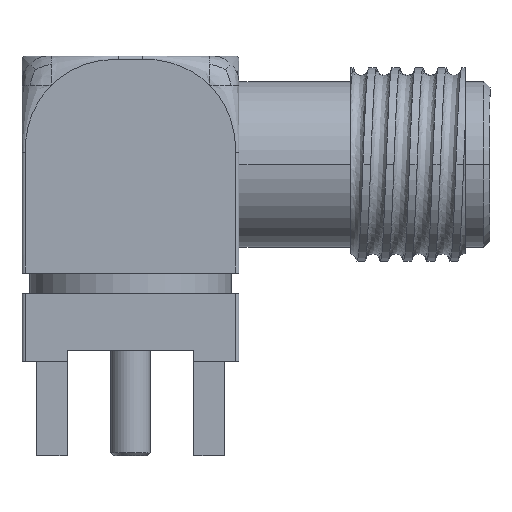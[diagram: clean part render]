
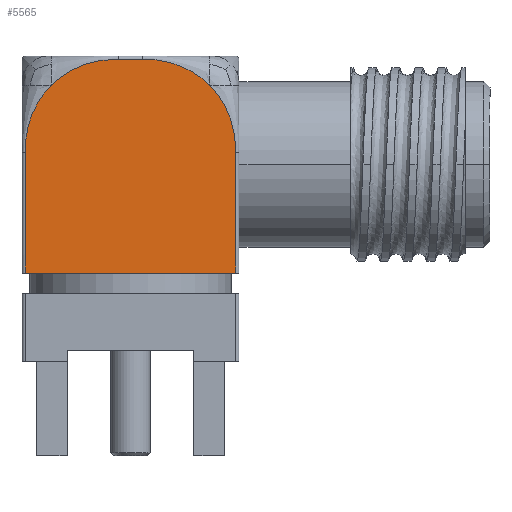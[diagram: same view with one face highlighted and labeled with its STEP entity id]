
A CAD part, left-side view. The second image highlights one B-rep face of the part: STEP entity #5565.
In plain terms, the highlighted planar face has unit normal (-1, 0, 0).
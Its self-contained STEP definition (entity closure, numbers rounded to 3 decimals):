
#149 = ORIENTED_EDGE ( 'NONE', *, *, #9221, .T. ) ;
#583 = EDGE_CURVE ( 'NONE', #11900, #21407, #16129, .T. ) ;
#938 = LINE ( 'NONE', #7901, #9093 ) ;
#1038 = ORIENTED_EDGE ( 'NONE', *, *, #2271, .T. ) ;
#1373 = CARTESIAN_POINT ( 'NONE',  ( -3.5, 7.45, 7.95 ) ) ;
#2271 = EDGE_CURVE ( 'NONE', #20780, #10436, #14154, .T. ) ;
#2701 = CARTESIAN_POINT ( 'NONE',  ( -3.5, 7.151, 9.338 ) ) ;
#2798 = CARTESIAN_POINT ( 'NONE',  ( -3.5, 7.45, 7.95 ) ) ;
#3169 = CARTESIAN_POINT ( 'NONE',  ( -3.5, 0.759, 8.827 ) ) ;
#3540 = CARTESIAN_POINT ( 'NONE',  ( -3.5, 2.262, 10.651 ) ) ;
#3764 = VERTEX_POINT ( 'NONE', #1373 ) ;
#4322 = CARTESIAN_POINT ( 'NONE',  ( -3.5, 6.609, 10.109 ) ) ;
#4915 = CARTESIAN_POINT ( 'NONE',  ( -3.5, 1.491, 10.109 ) ) ;
#5324 = CARTESIAN_POINT ( 'NONE',  ( -3.5, 0.65, 7.95 ) ) ;
#5565 = ADVANCED_FACE ( 'NONE', ( #13495 ), #18590, .F. ) ;
#5994 = VECTOR ( 'NONE', #21051, 1000. ) ;
#6090 = CARTESIAN_POINT ( 'NONE',  ( -3.5, 7.376, 8.787 ) ) ;
#6193 = EDGE_LOOP ( 'NONE', ( #20701, #1038, #17016, #19518, #20754, #10021, #7985, #149 ) ) ;
#6341 = CARTESIAN_POINT ( 'NONE',  ( -3.5, 6.743, 9.975 ) ) ;
#6363 = CARTESIAN_POINT ( 'NONE',  ( -3.5, 5.566, 10.764 ) ) ;
#6383 = CARTESIAN_POINT ( 'NONE',  ( -3.5, 0.55, 11.05 ) ) ;
#6594 = CARTESIAN_POINT ( 'NONE',  ( -3.5, 0.804, 8.971 ) ) ;
#6947 = CARTESIAN_POINT ( 'NONE',  ( -3.5, 7.45, 11.05 ) ) ;
#7193 = CARTESIAN_POINT ( 'NONE',  ( -3.5, 7.45, 4.05 ) ) ;
#7901 = CARTESIAN_POINT ( 'NONE',  ( -3.5, 0.55, 10.95 ) ) ;
#7966 = CARTESIAN_POINT ( 'NONE',  ( -3.5, 5.327, 10.841 ) ) ;
#7985 = ORIENTED_EDGE ( 'NONE', *, *, #18016, .T. ) ;
#8205 = DIRECTION ( 'NONE',  ( 1., 0., 0. ) ) ;
#8518 = CARTESIAN_POINT ( 'NONE',  ( -3.5, 0.678, 8.48 ) ) ;
#8573 = VERTEX_POINT ( 'NONE', #16021 ) ;
#8736 = B_SPLINE_CURVE_WITH_KNOTS ( 'NONE', 3,
 ( #22304, #6341, #18547, #20591, #2701, #15400, #16697, #6090, #10095, #2798 ),
 .UNSPECIFIED., .F., .F.,
 ( 4, 1, 1, 2, 2, 4 ),
 ( 0., 0.25, 0.375, 0.437, 0.5, 1. ),
 .UNSPECIFIED. ) ;
#8784 = EDGE_CURVE ( 'NONE', #10436, #11900, #9857, .T. ) ;
#9093 = VECTOR ( 'NONE', #14926, 1000. ) ;
#9221 = EDGE_CURVE ( 'NONE', #3764, #21175, #14203, .T. ) ;
#9857 = B_SPLINE_CURVE_WITH_KNOTS ( 'NONE', 3,
 ( #5324, #10584, #8518, #3169, #6594, #13606, #22554, #20630, #17181, #17305 ),
 .UNSPECIFIED., .F., .F.,
 ( 4, 1, 1, 2, 2, 4 ),
 ( 0., 0.25, 0.375, 0.437, 0.5, 1. ),
 .UNSPECIFIED. ) ;
#10021 = ORIENTED_EDGE ( 'NONE', *, *, #22556, .T. ) ;
#10095 = CARTESIAN_POINT ( 'NONE',  ( -3.5, 7.45, 8.384 ) ) ;
#10436 = VERTEX_POINT ( 'NONE', #19420 ) ;
#10503 = CARTESIAN_POINT ( 'NONE',  ( -3.5, 2.35, 10.691 ) ) ;
#10584 = CARTESIAN_POINT ( 'NONE',  ( -3.5, 0.65, 8.167 ) ) ;
#10948 = CARTESIAN_POINT ( 'NONE',  ( -3.5, 0.55, 4.05 ) ) ;
#11287 = CARTESIAN_POINT ( 'NONE',  ( -3.5, 4.45, 10.95 ) ) ;
#11887 = CARTESIAN_POINT ( 'NONE',  ( -3.5, 2.132, 10.589 ) ) ;
#11900 = VERTEX_POINT ( 'NONE', #14664 ) ;
#11994 = CARTESIAN_POINT ( 'NONE',  ( -3.5, 3.216, 10.95 ) ) ;
#12309 = B_SPLINE_CURVE_WITH_KNOTS ( 'NONE', 3,
 ( #11287, #21763, #16955, #7966, #16618, #6363, #18573, #13016, #13261, #4322 ),
 .UNSPECIFIED., .F., .F.,
 ( 4, 1, 1, 2, 2, 4 ),
 ( 0., 0.25, 0.375, 0.437, 0.5, 1. ),
 .UNSPECIFIED. ) ;
#13016 = CARTESIAN_POINT ( 'NONE',  ( -3.5, 6.024, 10.585 ) ) ;
#13061 = VERTEX_POINT ( 'NONE', #13293 ) ;
#13261 = CARTESIAN_POINT ( 'NONE',  ( -3.5, 6.34, 10.378 ) ) ;
#13293 = CARTESIAN_POINT ( 'NONE',  ( -3.5, 6.609, 10.109 ) ) ;
#13495 = FACE_OUTER_BOUND ( 'NONE', #6193, .T. ) ;
#13606 = CARTESIAN_POINT ( 'NONE',  ( -3.5, 0.836, 9.066 ) ) ;
#13748 = CARTESIAN_POINT ( 'NONE',  ( -3.5, 1.625, 10.243 ) ) ;
#14154 = LINE ( 'NONE', #17746, #5994 ) ;
#14203 = LINE ( 'NONE', #6947, #19125 ) ;
#14334 = LINE ( 'NONE', #10948, #17841 ) ;
#14664 = CARTESIAN_POINT ( 'NONE',  ( -3.5, 1.491, 10.109 ) ) ;
#14926 = DIRECTION ( 'NONE',  ( 0., 1., 0. ) ) ;
#15333 = AXIS2_PLACEMENT_3D ( 'NONE', #6383, #8205, #18701 ) ;
#15400 = CARTESIAN_POINT ( 'NONE',  ( -3.5, 7.191, 9.25 ) ) ;
#15457 = EDGE_CURVE ( 'NONE', #20780, #21175, #14334, .T. ) ;
#16021 = CARTESIAN_POINT ( 'NONE',  ( -3.5, 4.45, 10.95 ) ) ;
#16129 = B_SPLINE_CURVE_WITH_KNOTS ( 'NONE', 3,
 ( #4915, #13748, #19270, #11887, #3540, #10503, #18940, #22587, #11994, #19042 ),
 .UNSPECIFIED., .F., .F.,
 ( 4, 1, 1, 2, 2, 4 ),
 ( 0., 0.25, 0.375, 0.437, 0.5, 1. ),
 .UNSPECIFIED. ) ;
#16157 = CARTESIAN_POINT ( 'NONE',  ( -3.5, 3.65, 10.95 ) ) ;
#16618 = CARTESIAN_POINT ( 'NONE',  ( -3.5, 5.471, 10.796 ) ) ;
#16697 = CARTESIAN_POINT ( 'NONE',  ( -3.5, 7.21, 9.207 ) ) ;
#16955 = CARTESIAN_POINT ( 'NONE',  ( -3.5, 4.98, 10.922 ) ) ;
#17016 = ORIENTED_EDGE ( 'NONE', *, *, #8784, .T. ) ;
#17181 = CARTESIAN_POINT ( 'NONE',  ( -3.5, 1.222, 9.84 ) ) ;
#17305 = CARTESIAN_POINT ( 'NONE',  ( -3.5, 1.491, 10.109 ) ) ;
#17680 = DIRECTION ( 'NONE',  ( 0., 1., 0. ) ) ;
#17746 = CARTESIAN_POINT ( 'NONE',  ( -3.5, 0.65, 11.05 ) ) ;
#17841 = VECTOR ( 'NONE', #17680, 1000. ) ;
#18016 = EDGE_CURVE ( 'NONE', #13061, #3764, #8736, .T. ) ;
#18547 = CARTESIAN_POINT ( 'NONE',  ( -3.5, 6.922, 9.755 ) ) ;
#18573 = CARTESIAN_POINT ( 'NONE',  ( -3.5, 5.615, 10.746 ) ) ;
#18590 = PLANE ( 'NONE',  #15333 ) ;
#18701 = DIRECTION ( 'NONE',  ( 0., 0., 1. ) ) ;
#18940 = CARTESIAN_POINT ( 'NONE',  ( -3.5, 2.393, 10.71 ) ) ;
#19042 = CARTESIAN_POINT ( 'NONE',  ( -3.5, 3.65, 10.95 ) ) ;
#19125 = VECTOR ( 'NONE', #21209, 1000. ) ;
#19270 = CARTESIAN_POINT ( 'NONE',  ( -3.5, 1.845, 10.422 ) ) ;
#19420 = CARTESIAN_POINT ( 'NONE',  ( -3.5, 0.65, 7.95 ) ) ;
#19518 = ORIENTED_EDGE ( 'NONE', *, *, #583, .T. ) ;
#20591 = CARTESIAN_POINT ( 'NONE',  ( -3.5, 7.089, 9.468 ) ) ;
#20630 = CARTESIAN_POINT ( 'NONE',  ( -3.5, 1.015, 9.524 ) ) ;
#20701 = ORIENTED_EDGE ( 'NONE', *, *, #15457, .F. ) ;
#20754 = ORIENTED_EDGE ( 'NONE', *, *, #21037, .T. ) ;
#20780 = VERTEX_POINT ( 'NONE', #21593 ) ;
#21037 = EDGE_CURVE ( 'NONE', #21407, #8573, #938, .T. ) ;
#21051 = DIRECTION ( 'NONE',  ( 0., 0., 1. ) ) ;
#21175 = VERTEX_POINT ( 'NONE', #7193 ) ;
#21209 = DIRECTION ( 'NONE',  ( 0., 0., -1. ) ) ;
#21407 = VERTEX_POINT ( 'NONE', #16157 ) ;
#21593 = CARTESIAN_POINT ( 'NONE',  ( -3.5, 0.65, 4.05 ) ) ;
#21763 = CARTESIAN_POINT ( 'NONE',  ( -3.5, 4.667, 10.95 ) ) ;
#22304 = CARTESIAN_POINT ( 'NONE',  ( -3.5, 6.609, 10.109 ) ) ;
#22554 = CARTESIAN_POINT ( 'NONE',  ( -3.5, 0.854, 9.115 ) ) ;
#22556 = EDGE_CURVE ( 'NONE', #8573, #13061, #12309, .T. ) ;
#22587 = CARTESIAN_POINT ( 'NONE',  ( -3.5, 2.813, 10.876 ) ) ;
